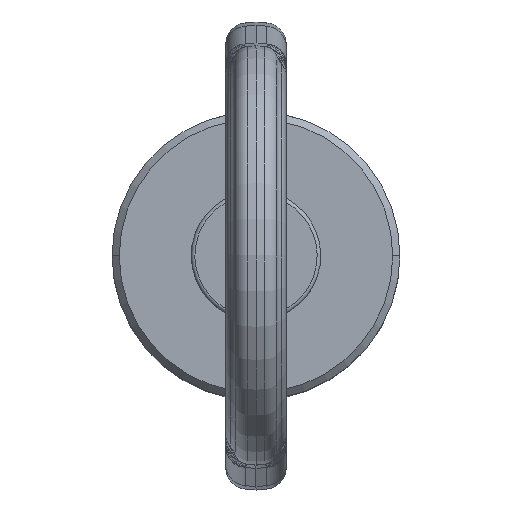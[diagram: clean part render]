
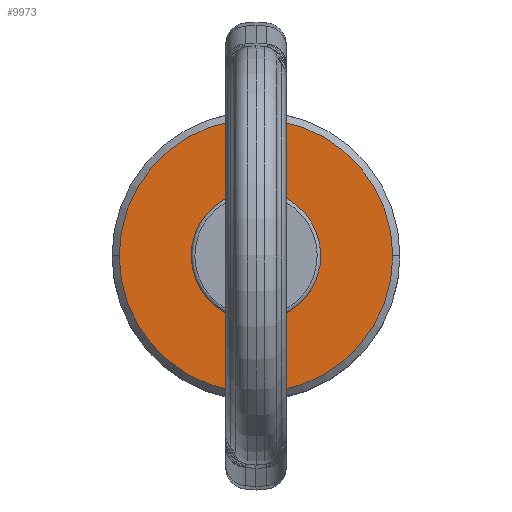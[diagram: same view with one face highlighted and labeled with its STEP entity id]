
A CAD part, top view. The second image highlights one B-rep face of the part: STEP entity #9973.
In plain terms, the highlighted planar face has unit normal (0, 0, 1).
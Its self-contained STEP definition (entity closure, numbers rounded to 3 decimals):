
#9890=CARTESIAN_POINT('Axis2P3D Location',(0.,0.,25.)) ;
#9895=CARTESIAN_POINT('Axis2P3D Location',(0.,0.,25.)) ;
#9899=CARTESIAN_POINT('Vertex',(-19.,0.,25.)) ;
#9901=CARTESIAN_POINT('Vertex',(19.,0.,25.)) ;
#9904=CARTESIAN_POINT('Axis2P3D Location',(0.,0.,25.)) ;
#9914=CARTESIAN_POINT('Control Point',(1.918,3.51,25.)) ;
#9915=CARTESIAN_POINT('Control Point',(2.264,3.321,25.)) ;
#9916=CARTESIAN_POINT('Control Point',(2.587,3.089,25.)) ;
#9917=CARTESIAN_POINT('Control Point',(2.88,2.818,25.)) ;
#9918=CARTESIAN_POINT('Control Point',(3.393,2.209,25.)) ;
#9919=CARTESIAN_POINT('Control Point',(3.742,1.494,25.)) ;
#9920=CARTESIAN_POINT('Control Point',(3.872,1.116,25.)) ;
#9921=CARTESIAN_POINT('Control Point',(4.035,0.337,25.)) ;
#9922=CARTESIAN_POINT('Control Point',(4.003,-0.459,25.)) ;
#9923=CARTESIAN_POINT('Control Point',(3.938,-0.853,25.)) ;
#9924=CARTESIAN_POINT('Control Point',(3.712,-1.617,25.)) ;
#9925=CARTESIAN_POINT('Control Point',(3.307,-2.302,25.)) ;
#9926=CARTESIAN_POINT('Control Point',(3.063,-2.618,25.)) ;
#9927=CARTESIAN_POINT('Control Point',(2.502,-3.183,25.)) ;
#9928=CARTESIAN_POINT('Control Point',(1.82,-3.595,25.)) ;
#9929=CARTESIAN_POINT('Control Point',(1.456,-3.757,25.)) ;
#9930=CARTESIAN_POINT('Control Point',(0.694,-3.989,25.)) ;
#9931=CARTESIAN_POINT('Control Point',(-0.102,-4.028,25.)) ;
#9932=CARTESIAN_POINT('Control Point',(-0.5,-3.998,25.)) ;
#9933=CARTESIAN_POINT('Control Point',(-1.031,-3.891,25.)) ;
#9934=CARTESIAN_POINT('Control Point',(-1.533,-3.699,25.)) ;
#9935=CARTESIAN_POINT('Control Point',(-1.665,-3.641,25.)) ;
#9936=CARTESIAN_POINT('Control Point',(-1.793,-3.579,25.)) ;
#9937=CARTESIAN_POINT('Control Point',(-1.918,-3.51,25.)) ;
#9938=CARTESIAN_POINT('Vertex',(-1.918,-3.51,25.)) ;
#9940=CARTESIAN_POINT('Vertex',(1.918,3.51,25.)) ;
#9944=CARTESIAN_POINT('Control Point',(-1.918,-3.51,25.)) ;
#9945=CARTESIAN_POINT('Control Point',(-2.264,-3.321,25.)) ;
#9946=CARTESIAN_POINT('Control Point',(-2.587,-3.089,25.)) ;
#9947=CARTESIAN_POINT('Control Point',(-2.88,-2.818,25.)) ;
#9948=CARTESIAN_POINT('Control Point',(-3.393,-2.209,25.)) ;
#9949=CARTESIAN_POINT('Control Point',(-3.742,-1.494,25.)) ;
#9950=CARTESIAN_POINT('Control Point',(-3.872,-1.116,25.)) ;
#9951=CARTESIAN_POINT('Control Point',(-4.035,-0.337,25.)) ;
#9952=CARTESIAN_POINT('Control Point',(-4.003,0.459,25.)) ;
#9953=CARTESIAN_POINT('Control Point',(-3.938,0.853,25.)) ;
#9954=CARTESIAN_POINT('Control Point',(-3.712,1.617,25.)) ;
#9955=CARTESIAN_POINT('Control Point',(-3.307,2.302,25.)) ;
#9956=CARTESIAN_POINT('Control Point',(-3.063,2.618,25.)) ;
#9957=CARTESIAN_POINT('Control Point',(-2.502,3.183,25.)) ;
#9958=CARTESIAN_POINT('Control Point',(-1.82,3.595,25.)) ;
#9959=CARTESIAN_POINT('Control Point',(-1.456,3.757,25.)) ;
#9960=CARTESIAN_POINT('Control Point',(-0.694,3.989,25.)) ;
#9961=CARTESIAN_POINT('Control Point',(0.102,4.028,25.)) ;
#9962=CARTESIAN_POINT('Control Point',(0.5,3.998,25.)) ;
#9963=CARTESIAN_POINT('Control Point',(1.031,3.891,25.)) ;
#9964=CARTESIAN_POINT('Control Point',(1.533,3.699,25.)) ;
#9965=CARTESIAN_POINT('Control Point',(1.665,3.641,25.)) ;
#9966=CARTESIAN_POINT('Control Point',(1.793,3.579,25.)) ;
#9967=CARTESIAN_POINT('Control Point',(1.918,3.51,25.)) ;
#9891=DIRECTION('Axis2P3D Direction',(0.,0.,1.)) ;
#9892=DIRECTION('Axis2P3D XDirection',(1.,0.,0.)) ;
#9896=DIRECTION('Axis2P3D Direction',(0.,0.,1.)) ;
#9905=DIRECTION('Axis2P3D Direction',(0.,0.,1.)) ;
#9893=AXIS2_PLACEMENT_3D('Plane Axis2P3D',#9890,#9891,#9892) ;
#9897=AXIS2_PLACEMENT_3D('Circle Axis2P3D',#9895,#9896,$) ;
#9906=AXIS2_PLACEMENT_3D('Circle Axis2P3D',#9904,#9905,$) ;
#9910=ORIENTED_EDGE('',*,*,#9903,.T.) ;
#9911=ORIENTED_EDGE('',*,*,#9908,.T.) ;
#9970=ORIENTED_EDGE('',*,*,#9942,.F.) ;
#9971=ORIENTED_EDGE('',*,*,#9968,.F.) ;
#9972=FACE_BOUND('',#9969,.T.) ;
#9973=ADVANCED_FACE('\X2\672C9AD4\X0\.2',(#9912,#9972),#9894,.T.) ;
#9913=B_SPLINE_CURVE_WITH_KNOTS('',5,(#9914,#9915,#9916,#9917,#9918,#9919,#9920,#9921,#9922,#9923,#9924,#9925,#9926,#9927,#9928,#9929,#9930,#9931,#9932,#9933,#9934,#9935,#9936,#9937),.UNSPECIFIED.,.F.,.U.,(6,3,3,3,3,3,3,6),(0.,2.792,5.586,8.381,11.175,13.969,16.763,17.771),.UNSPECIFIED.) ;
#9943=B_SPLINE_CURVE_WITH_KNOTS('',5,(#9944,#9945,#9946,#9947,#9948,#9949,#9950,#9951,#9952,#9953,#9954,#9955,#9956,#9957,#9958,#9959,#9960,#9961,#9962,#9963,#9964,#9965,#9966,#9967),.UNSPECIFIED.,.F.,.U.,(6,3,3,3,3,3,3,6),(0.,2.792,5.586,8.381,11.175,13.969,16.763,17.771),.UNSPECIFIED.) ;
#9898=CIRCLE('generated circle',#9897,19.) ;
#9907=CIRCLE('generated circle',#9906,19.) ;
#9903=EDGE_CURVE('',#9900,#9902,#9898,.T.) ;
#9908=EDGE_CURVE('',#9902,#9900,#9907,.T.) ;
#9942=EDGE_CURVE('',#9939,#9941,#9913,.F.) ;
#9968=EDGE_CURVE('',#9941,#9939,#9943,.F.) ;
#9909=EDGE_LOOP('',(#9910,#9911)) ;
#9969=EDGE_LOOP('',(#9970,#9971)) ;
#9912=FACE_OUTER_BOUND('',#9909,.T.) ;
#9894=PLANE('',#9893) ;
#9900=VERTEX_POINT('',#9899) ;
#9902=VERTEX_POINT('',#9901) ;
#9939=VERTEX_POINT('',#9938) ;
#9941=VERTEX_POINT('',#9940) ;
